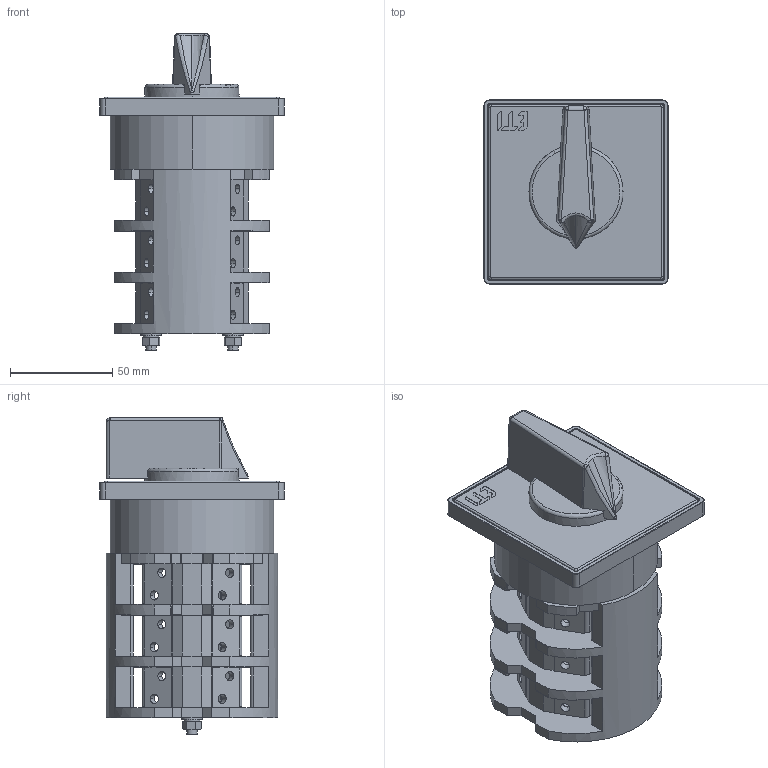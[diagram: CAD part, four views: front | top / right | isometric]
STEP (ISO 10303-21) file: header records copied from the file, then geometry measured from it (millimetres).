
FILE_DESCRIPTION((''),'2;1');
FILE_NAME('CS80_ASM','2021-10-01T',('marketing.praksa'),('Audax d.o.o.'),'CREO PARAMETRIC BY PTC INC, 2017480','CREO PARAMETRIC BY PTC INC, 2017480','');
FILE_SCHEMA(('AUTOMOTIVE_DESIGN { 1 0 10303 214 1 1 1 1 }'));
Length unit declared in the file: millimetre
Products named in the file (30): PS_80-100_ONE_BLOCK_1; STIK_1; PRT9573_1_1; PRT9573_1_2; PRT9573_1_3; PRT9573_1_ASM; WHITE_1; FRAME_1; MID_1; COPPER_1_1; COPPER_1_2; COPPER_1_3; COPPER_1_4; COPPER_1_ASM; COPPER_1_1_2_1; COPPER_1_1_2_2; COPPER_1_1_2_3; COPPER_1_1_2_4; COPPER_1_1_2_ASM; PRT9573_1_ASM_1_1_2_3_4_5_6_ASM; COPPER_1_ASM_1_1_ASM; BTM_1_1_2_1_1; BTM_1_1_2_2_1; BTM_1_1_2_ASM_1_ASM; COPPER_1_1_2_1_1; COPPER_1_1_2_2_1; COPPER_1_1_2_3_1; COPPER_1_1_2_4_1; COPPER_1_1_2_ASM_1_ASM; CS80_ASM
Assembly tree (29 placements, depth 3):
  CS80_ASM
    PS_80-100_ONE_BLOCK_1
    STIK_1
    PRT9573_1_ASM
      PRT9573_1_1
      PRT9573_1_2
      PRT9573_1_3
    WHITE_1
    FRAME_1
    MID_1
    COPPER_1_ASM
      COPPER_1_1
      COPPER_1_2
      COPPER_1_3
      COPPER_1_4
    COPPER_1_1_2_ASM
      COPPER_1_1_2_1
      COPPER_1_1_2_2
      COPPER_1_1_2_3
      COPPER_1_1_2_4
    PRT9573_1_ASM_1_1_2_3_4_5_6_ASM
    COPPER_1_ASM_1_1_ASM
    BTM_1_1_2_ASM_1_ASM
      BTM_1_1_2_1_1
      BTM_1_1_2_2_1
    COPPER_1_1_2_ASM_1_ASM
      COPPER_1_1_2_1_1
      COPPER_1_1_2_2_1
      COPPER_1_1_2_3_1
      COPPER_1_1_2_4_1
Bounding box: 90 x 90 x 154.81 mm (x, y, z)
Volume: 398160.5 mm3; surface area: 140143 mm2
Topology: 22 solids, 22 shells, 1223 faces, 3359 edges, 2215 vertices
Faces by surface type: plane 846, cylinder 338, cone 14, bspline 12, torus 10, sphere 3
Entity records: 54498 total; most frequent: CARTESIAN_POINT 7972, ORIENTED_EDGE 6706, DIRECTION 6661, PRESENTATION_STYLE_ASSIGNMENT 3746, STYLED_ITEM 3746, CURVE_STYLE 3353, EDGE_CURVE 3353, VECTOR 2479
